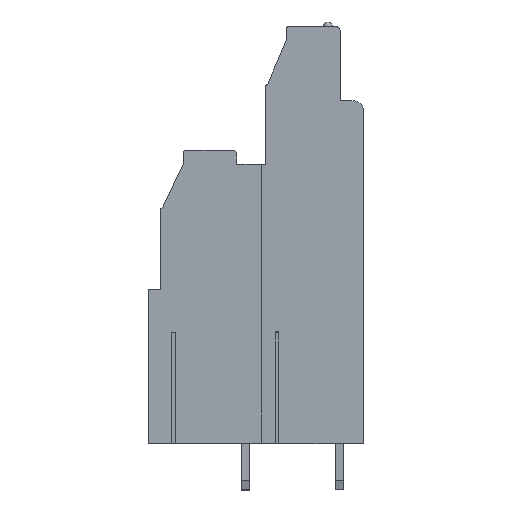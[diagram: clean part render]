
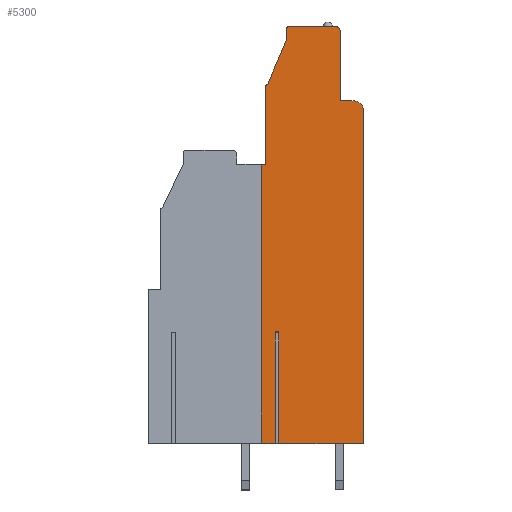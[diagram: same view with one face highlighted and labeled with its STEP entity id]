
A CAD part, top view. The second image highlights one B-rep face of the part: STEP entity #5300.
In plain terms, the highlighted planar face has unit normal (0, 0, 1).
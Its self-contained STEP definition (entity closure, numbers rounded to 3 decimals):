
#13=DIRECTION('',(1.,0.,0.));
#14=VECTOR('',#13,0.38);
#15=CARTESIAN_POINT('',(1.01,-18.05,22.86));
#16=LINE('',#15,#14);
#17=DIRECTION('',(0.,1.,0.));
#18=VECTOR('',#17,11.95);
#19=CARTESIAN_POINT('',(1.01,-30.,22.86));
#20=LINE('',#19,#18);
#21=DIRECTION('',(1.,0.,0.));
#22=VECTOR('',#21,1.51);
#23=CARTESIAN_POINT('',(-0.5,-30.,22.86));
#24=LINE('',#23,#22);
#25=DIRECTION('',(0.,1.,0.));
#26=VECTOR('',#25,30.);
#27=CARTESIAN_POINT('',(-0.5,-30.,22.86));
#28=LINE('',#27,#26);
#29=DIRECTION('',(-1.,0.,0.));
#30=VECTOR('',#29,0.5);
#31=CARTESIAN_POINT('',(0.,0.,22.86));
#32=LINE('',#31,#30);
#33=DIRECTION('',(0.,-1.,0.));
#34=VECTOR('',#33,8.4);
#35=CARTESIAN_POINT('',(0.,8.4,22.86));
#36=LINE('',#35,#34);
#37=CARTESIAN_POINT('',(0.2,8.4,22.86));
#38=DIRECTION('',(0.,0.,1.));
#39=DIRECTION('',(0.,1.,0.));
#40=AXIS2_PLACEMENT_3D('',#37,#38,#39);
#42=DIRECTION('',(-0.392,-0.92,0.));
#43=VECTOR('',#42,5.108);
#44=CARTESIAN_POINT('',(2.2,13.3,22.86));
#45=LINE('',#44,#43);
#46=DIRECTION('',(0.,-1.,0.));
#47=VECTOR('',#46,1.2);
#48=CARTESIAN_POINT('',(2.2,14.5,22.86));
#49=LINE('',#48,#47);
#50=CARTESIAN_POINT('',(2.5,14.5,22.86));
#51=DIRECTION('',(0.,0.,1.));
#52=DIRECTION('',(0.,1.,0.));
#53=AXIS2_PLACEMENT_3D('',#50,#51,#52);
#55=DIRECTION('',(-1.,0.,0.));
#56=VECTOR('',#55,5.);
#57=CARTESIAN_POINT('',(7.5,14.8,22.86));
#58=LINE('',#57,#56);
#59=CARTESIAN_POINT('',(7.5,14.3,22.86));
#60=DIRECTION('',(0.,0.,1.));
#61=DIRECTION('',(1.,0.,0.));
#62=AXIS2_PLACEMENT_3D('',#59,#60,#61);
#64=DIRECTION('',(0.,1.,0.));
#65=VECTOR('',#64,7.5);
#66=CARTESIAN_POINT('',(8.,6.8,22.86));
#67=LINE('',#66,#65);
#68=DIRECTION('',(-1.,0.,0.));
#69=VECTOR('',#68,1.5);
#70=CARTESIAN_POINT('',(9.5,6.8,22.86));
#71=LINE('',#70,#69);
#72=CARTESIAN_POINT('',(9.5,5.8,22.86));
#73=DIRECTION('',(0.,0.,1.));
#74=DIRECTION('',(1.,0.,0.));
#75=AXIS2_PLACEMENT_3D('',#72,#73,#74);
#77=DIRECTION('',(0.,1.,0.));
#78=VECTOR('',#77,35.8);
#79=CARTESIAN_POINT('',(10.5,-30.,22.86));
#80=LINE('',#79,#78);
#81=DIRECTION('',(1.,0.,0.));
#82=VECTOR('',#81,9.11);
#83=CARTESIAN_POINT('',(1.39,-30.,22.86));
#84=LINE('',#83,#82);
#85=DIRECTION('',(0.,1.,0.));
#86=VECTOR('',#85,11.95);
#87=CARTESIAN_POINT('',(1.39,-30.,22.86));
#88=LINE('',#87,#86);
#4047=CARTESIAN_POINT('',(10.5,-30.,22.86));
#4048=CARTESIAN_POINT('',(10.5,5.8,22.86));
#4049=VERTEX_POINT('',#4047);
#4050=VERTEX_POINT('',#4048);
#4051=CARTESIAN_POINT('',(9.5,6.8,22.86));
#4052=VERTEX_POINT('',#4051);
#4053=CARTESIAN_POINT('',(8.,6.8,22.86));
#4054=VERTEX_POINT('',#4053);
#4055=CARTESIAN_POINT('',(8.,14.3,22.86));
#4056=VERTEX_POINT('',#4055);
#4057=CARTESIAN_POINT('',(7.5,14.8,22.86));
#4058=VERTEX_POINT('',#4057);
#4059=CARTESIAN_POINT('',(2.5,14.8,22.86));
#4060=VERTEX_POINT('',#4059);
#4061=CARTESIAN_POINT('',(2.2,14.5,22.86));
#4062=VERTEX_POINT('',#4061);
#4063=CARTESIAN_POINT('',(2.2,13.3,22.86));
#4064=VERTEX_POINT('',#4063);
#4065=CARTESIAN_POINT('',(0.2,8.6,22.86));
#4066=VERTEX_POINT('',#4065);
#4067=CARTESIAN_POINT('',(0.,8.4,22.86));
#4068=VERTEX_POINT('',#4067);
#4069=CARTESIAN_POINT('',(0.,0.,22.86));
#4070=VERTEX_POINT('',#4069);
#4095=CARTESIAN_POINT('',(-0.5,-30.,22.86));
#4096=CARTESIAN_POINT('',(-0.5,0.,22.86));
#4097=VERTEX_POINT('',#4095);
#4098=VERTEX_POINT('',#4096);
#4179=CARTESIAN_POINT('',(1.01,-18.05,22.86));
#4180=CARTESIAN_POINT('',(1.39,-18.05,22.86));
#4181=VERTEX_POINT('',#4179);
#4182=VERTEX_POINT('',#4180);
#4183=CARTESIAN_POINT('',(1.01,-30.,22.86));
#4184=VERTEX_POINT('',#4183);
#4185=CARTESIAN_POINT('',(1.39,-30.,22.86));
#4186=VERTEX_POINT('',#4185);
#5257=CARTESIAN_POINT('',(0.,0.,22.86));
#5258=DIRECTION('',(0.,0.,1.));
#5259=DIRECTION('',(1.,0.,0.));
#5260=AXIS2_PLACEMENT_3D('',#5257,#5258,#5259);
#5261=PLANE('',#5260);
#5263=ORIENTED_EDGE('',*,*,#5262,.F.);
#5265=ORIENTED_EDGE('',*,*,#5264,.F.);
#5267=ORIENTED_EDGE('',*,*,#5266,.F.);
#5269=ORIENTED_EDGE('',*,*,#5268,.T.);
#5271=ORIENTED_EDGE('',*,*,#5270,.F.);
#5273=ORIENTED_EDGE('',*,*,#5272,.F.);
#5275=ORIENTED_EDGE('',*,*,#5274,.F.);
#5277=ORIENTED_EDGE('',*,*,#5276,.F.);
#5279=ORIENTED_EDGE('',*,*,#5278,.F.);
#5281=ORIENTED_EDGE('',*,*,#5280,.F.);
#5283=ORIENTED_EDGE('',*,*,#5282,.F.);
#5285=ORIENTED_EDGE('',*,*,#5284,.F.);
#5287=ORIENTED_EDGE('',*,*,#5286,.F.);
#5289=ORIENTED_EDGE('',*,*,#5288,.F.);
#5291=ORIENTED_EDGE('',*,*,#5290,.F.);
#5293=ORIENTED_EDGE('',*,*,#5292,.F.);
#5295=ORIENTED_EDGE('',*,*,#5294,.F.);
#5297=ORIENTED_EDGE('',*,*,#5296,.T.);
#5298=EDGE_LOOP('',(#5263,#5265,#5267,#5269,#5271,#5273,#5275,#5277,#5279,#5281,
#5283,#5285,#5287,#5289,#5291,#5293,#5295,#5297));
#5299=FACE_OUTER_BOUND('',#5298,.F.);
#41=CIRCLE('',#40,0.2);
#54=CIRCLE('',#53,0.3);
#63=CIRCLE('',#62,0.5);
#76=CIRCLE('',#75,1.);
#5262=EDGE_CURVE('',#4181,#4182,#16,.T.);
#5264=EDGE_CURVE('',#4184,#4181,#20,.T.);
#5266=EDGE_CURVE('',#4097,#4184,#24,.T.);
#5268=EDGE_CURVE('',#4097,#4098,#28,.T.);
#5270=EDGE_CURVE('',#4070,#4098,#32,.T.);
#5272=EDGE_CURVE('',#4068,#4070,#36,.T.);
#5274=EDGE_CURVE('',#4066,#4068,#41,.T.);
#5276=EDGE_CURVE('',#4064,#4066,#45,.T.);
#5278=EDGE_CURVE('',#4062,#4064,#49,.T.);
#5280=EDGE_CURVE('',#4060,#4062,#54,.T.);
#5282=EDGE_CURVE('',#4058,#4060,#58,.T.);
#5284=EDGE_CURVE('',#4056,#4058,#63,.T.);
#5286=EDGE_CURVE('',#4054,#4056,#67,.T.);
#5288=EDGE_CURVE('',#4052,#4054,#71,.T.);
#5290=EDGE_CURVE('',#4050,#4052,#76,.T.);
#5292=EDGE_CURVE('',#4049,#4050,#80,.T.);
#5294=EDGE_CURVE('',#4186,#4049,#84,.T.);
#5296=EDGE_CURVE('',#4186,#4182,#88,.T.);
#5300=ADVANCED_FACE('',(#5299),#5261,.T.);
